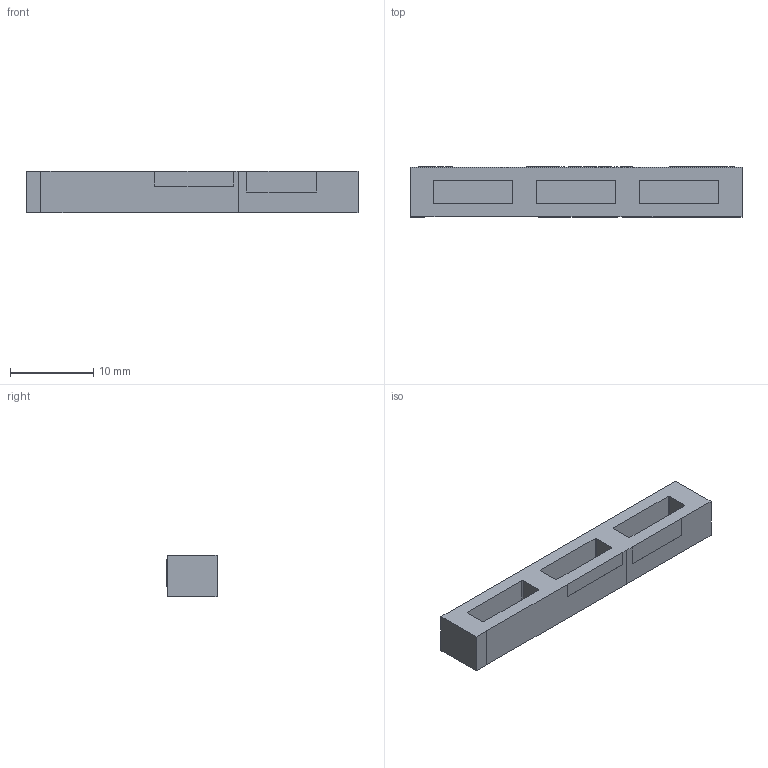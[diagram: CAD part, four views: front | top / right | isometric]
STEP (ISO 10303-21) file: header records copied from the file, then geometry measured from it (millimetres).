
FILE_DESCRIPTION (( 'STEP AP214' ), '1' );
FILE_NAME ('PA.700.J.STEP', '2022-05-11T14:51:13', ( '' ), ( '' ), 'SwSTEP 2.0', 'SolidWorks 2018', '' );
FILE_SCHEMA (( 'AUTOMOTIVE_DESIGN' ));
Length unit declared in the file: millimetre
Products named in the file (1): PA.700.J
Bounding box: 40 x 6.03 x 5 mm (x, y, z)
Volume: 961.7 mm3; surface area: 1163.1 mm2
Topology: 1 solids, 1 shells, 686 faces, 1953 edges, 1302 vertices
Faces by surface type: plane 631, bspline 43, cylinder 12
Entity records: 25969 total; most frequent: CARTESIAN_POINT 6238, ORIENTED_EDGE 3906, DIRECTION 3179, EDGE_CURVE 1953, LINE 1843, VECTOR 1843, VERTEX_POINT 1302, EDGE_LOOP 719
